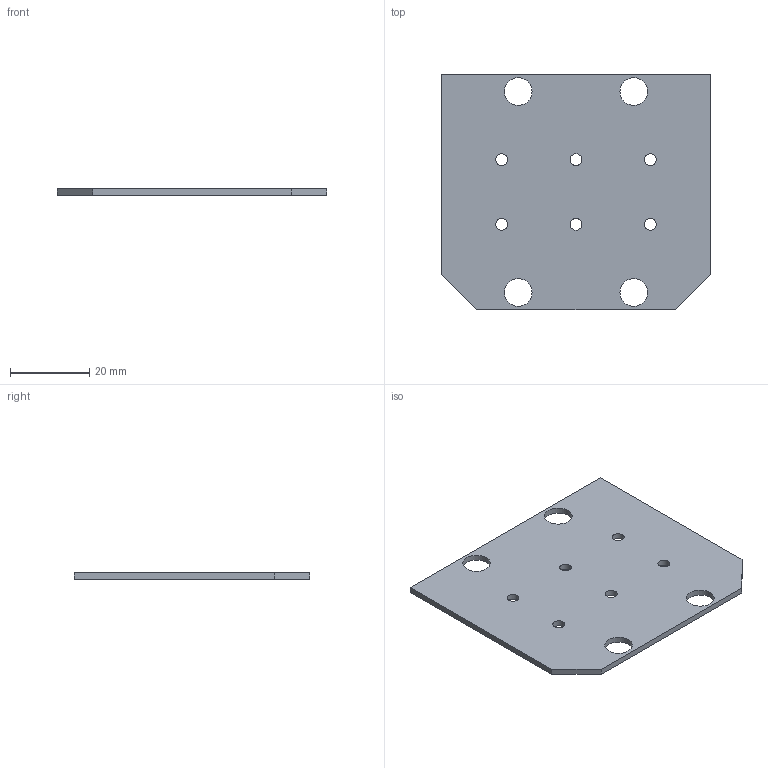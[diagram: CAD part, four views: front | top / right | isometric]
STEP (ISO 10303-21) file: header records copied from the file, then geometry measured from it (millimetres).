
FILE_DESCRIPTION(/* description */ (''),/* implementation_level */ '2;1');
FILE_NAME(/* name */ 'DPLX_P030_VIPE Insulation Bottom.stp',/* time_stamp */ '2018-07-31T12:46:50-07:00',/* author */ ('MJ'),/* organization */ (''),/* preprocessor_version */ 'ST-DEVELOPER v16.13',/* originating_system */ 'Autodesk Inventor 2018',/* authorisation */ '');
FILE_SCHEMA (('AUTOMOTIVE_DESIGN { 1 0 10303 214 3 1 1 }'));
Length unit declared in the file: inch
Products named in the file (1): DPLX_P030_VIPE Insulation Bottom
Bounding box: 68.07 x 59.54 x 1.52 mm (x, y, z)
Volume: 5756.9 mm3; surface area: 8148.2 mm2
Topology: 1 solids, 1 shells, 18 faces, 58 edges, 42 vertices
Faces by surface type: cylinder 10, plane 8
Full cylindrical faces by diameter (mm): 3 x6, 7 x4
Entity records: 603 total; most frequent: DIRECTION 96, CARTESIAN_POINT 89, ORIENTED_EDGE 76, EDGE_LOOP 48, AXIS2_PLACEMENT_3D 39, EDGE_CURVE 38, VERTEX_POINT 32, FACE_BOUND 30
